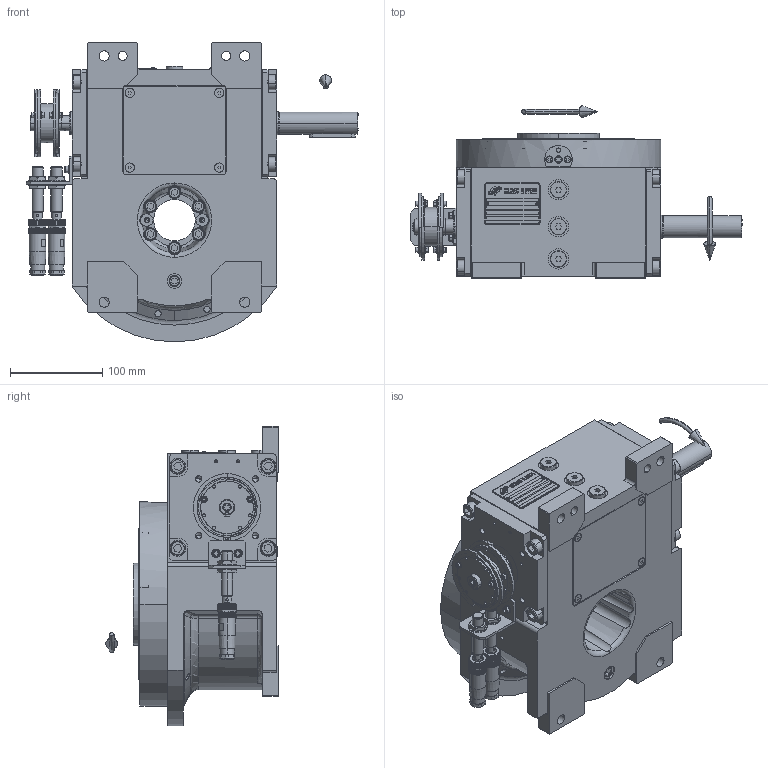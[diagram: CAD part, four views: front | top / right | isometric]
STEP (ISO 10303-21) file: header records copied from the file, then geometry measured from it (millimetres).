
FILE_DESCRIPTION (( 'STEP AP203' ), '1' );
FILE_NAME ('PC5200645.step', '2024-09-18T08:01:31', ( '' ), ( '' ), 'SwSTEP 2.0', 'SolidWorks 2020', '' );
FILE_SCHEMA (( 'CONFIG_CONTROL_DESIGN' ));
Length unit declared in the file: millimetre
Products named in the file (89): cfn2000_01_103; cfn2107_01_001; AS_cfn2476_01_002_60x46; freccia_angolare; cfn2158_01_011; AS_900_00_00_005; cfn2115_01_005; rig06_004; cfn2055_01_002; cfn2400_04_024; rig06_017; 900_38_30_003; cfn2000_01_126; cfn2070_05_005; RIG06_005_ASM.stp; cfn2128_04_004; cfn2151_01_090; cfn2151_01_290; 900_00_00_005; cfn2155_01_056; CFN2203_02_001.stp; cfn2158_01_010; freccia_angolare_albero; cfn2000_01_124; AS_rig06_004; rig06_071_08_m_asm.stp; CFN2010_01_012.stp; AS_900_38_30_003; cfn2003_01_054; AS_rig06_004_s_001; AS_rig06_016; rig06_005_n_01; cfn2401_02_005; rig06_003_8; cfn2115_02_165; cfn2115_02_194; RIG06_021_AF0.stp; AS_cfn2400_04_024; CFN2223_01-570X6-B.stp; cfn2155_01_303 ...
Assembly tree (85 placements, depth 5):
  cfn2151_01_090
  cfn2151_01_290
  CFN2203_02_001.stp
  cfn2158_01_010
  CFN2010_01_012.stp
Bounding box: 360 x 187 x 325 mm (x, y, z)
Volume: 2428345.1 mm3; surface area: 811068.9 mm2
Topology: 73 solids, 73 shells, 4526 faces, 11486 edges, 7290 vertices
Faces by surface type: plane 2155, cylinder 1526, cone 795, torus 38, bspline 6, sphere 6
Entity records: 116322 total; most frequent: CARTESIAN_POINT 26525, DIRECTION 16838, ORIENTED_EDGE 16632, EDGE_CURVE 8316, AXIS2_PLACEMENT_3D 6045, VERTEX_POINT 5344, VECTOR 4748, LINE 4748
